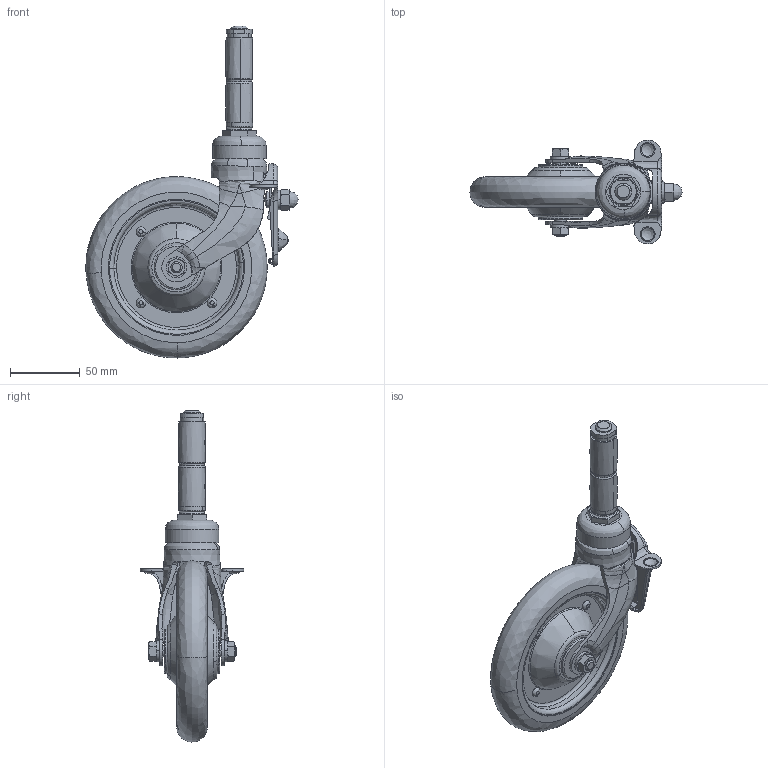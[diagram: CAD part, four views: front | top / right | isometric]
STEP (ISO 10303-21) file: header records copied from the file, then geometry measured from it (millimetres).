
FILE_DESCRIPTION((''),'2;1');
FILE_NAME('','2005-12-15T16:37:19',(''),(''),'','CADfix','');
FILE_SCHEMA(('AUTOMOTIVE_DESIGN'));
Length unit declared in the file: millimetre
Products named in the file (6): lever; wheel; main shaft; body; axle; No_208MS_d19_22493_36
Assembly tree (5 placements, depth 2):
  No_208MS_d19_22493_36
    lever
    wheel
    main shaft
    body
    axle
Bounding box: 152.19 x 74.27 x 237.99 mm (x, y, z)
Volume: 304872.6 mm3; surface area: 82074.3 mm2
Topology: 6 solids, 6 shells, 490 faces, 1453 edges, 1004 vertices
Faces by surface type: bspline 490
Entity records: 33307 total; most frequent: CARTESIAN_POINT 25379, ORIENTED_EDGE 2902, EDGE_CURVE 1451, VERTEX_POINT 1004, EDGE_LOOP 537, FACE_OUTER_BOUND 490, ADVANCED_FACE 490, QUASI_UNIFORM_CURVE 365
